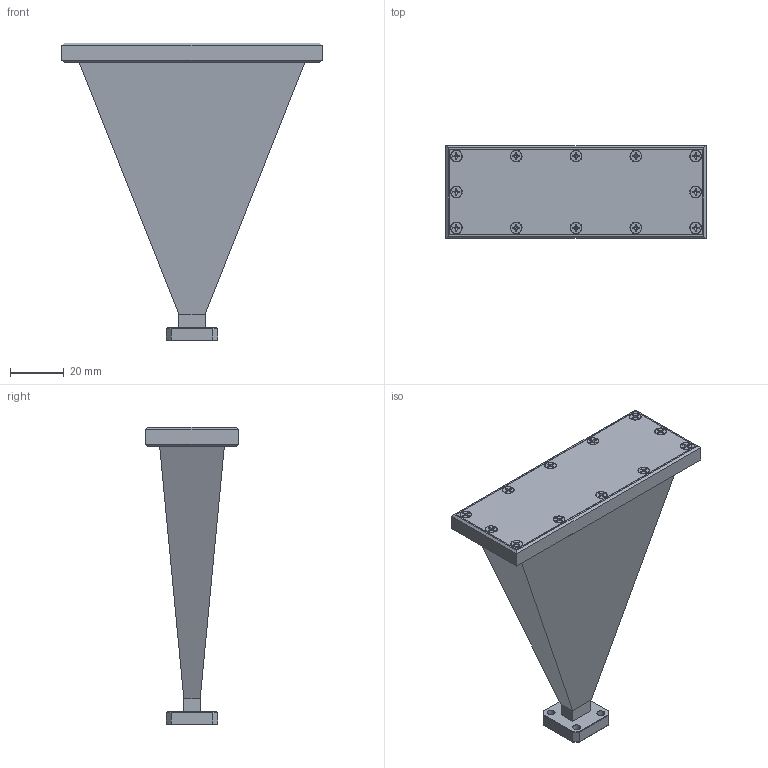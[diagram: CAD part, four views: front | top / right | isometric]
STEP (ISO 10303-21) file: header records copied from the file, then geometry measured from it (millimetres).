
FILE_DESCRIPTION (( 'STEP AP203' ), '1' );
FILE_NAME ('AL-RA22-RL.STEP', '2022-03-08T18:41:17', ( '' ), ( '' ), 'SwSTEP 2.0', 'SolidWorks 2021', '' );
FILE_SCHEMA (( 'CONFIG_CONTROL_DESIGN' ));
Length unit declared in the file: millimetre
Products named in the file (1): AL-RA22-RL
Bounding box: 96.52 x 34.29 x 110.55 mm (x, y, z)
Volume: 100671.9 mm3; surface area: 45277.3 mm2
Topology: 13 solids, 14 shells, 517 faces, 1346 edges, 860 vertices
Faces by surface type: plane 305, cylinder 140, cone 72
Entity records: 16093 total; most frequent: CARTESIAN_POINT 3762, ORIENTED_EDGE 2644, DIRECTION 2432, EDGE_CURVE 1322, AXIS2_PLACEMENT_3D 882, VERTEX_POINT 860, VECTOR 668, LINE 668
